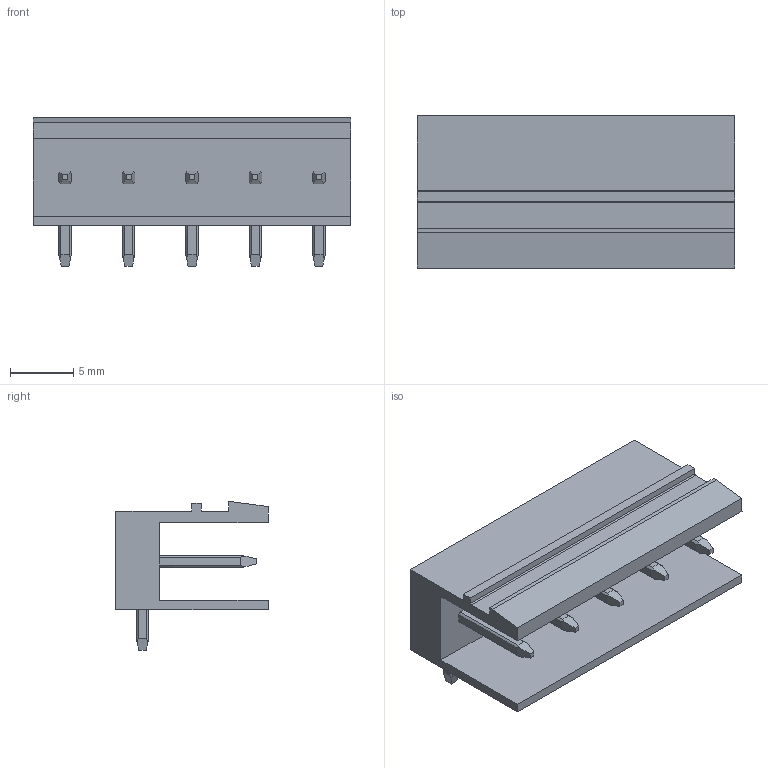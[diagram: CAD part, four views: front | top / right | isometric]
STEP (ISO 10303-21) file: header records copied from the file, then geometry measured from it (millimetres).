
FILE_DESCRIPTION(('CATIA V5 STEP Exchange','CAx-IF Rec.Pracs.--- Model Styling and Organization---1.2---2011-12-15'),'2;1');
FILE_NAME ('D1452865_0_1571160000_1571160000.stp','2018-10-13T05:32:48+00:00',('none'),('Weidmueller'),'CATIA Version 5-6 Release 2014','CATIA V5 STEP AP214','none');
FILE_SCHEMA(('AUTOMOTIVE_DESIGN { 1 0 10303 214 1 1 1 1 }'));
Length unit declared in the file: millimetre
Products named in the file (1): 1571160000
Bounding box: 25 x 12 x 11.7 mm (x, y, z)
Volume: 1119.1 mm3; surface area: 1926.5 mm2
Topology: 6 solids, 6 shells, 209 faces, 551 edges, 354 vertices
Faces by surface type: plane 127, cylinder 82
Entity records: 5834 total; most frequent: CARTESIAN_POINT 1374, ORIENTED_EDGE 1102, DIRECTION 577, EDGE_CURVE 545, VERTEX_POINT 346, VECTOR 345, LINE 345, EDGE_LOOP 219
